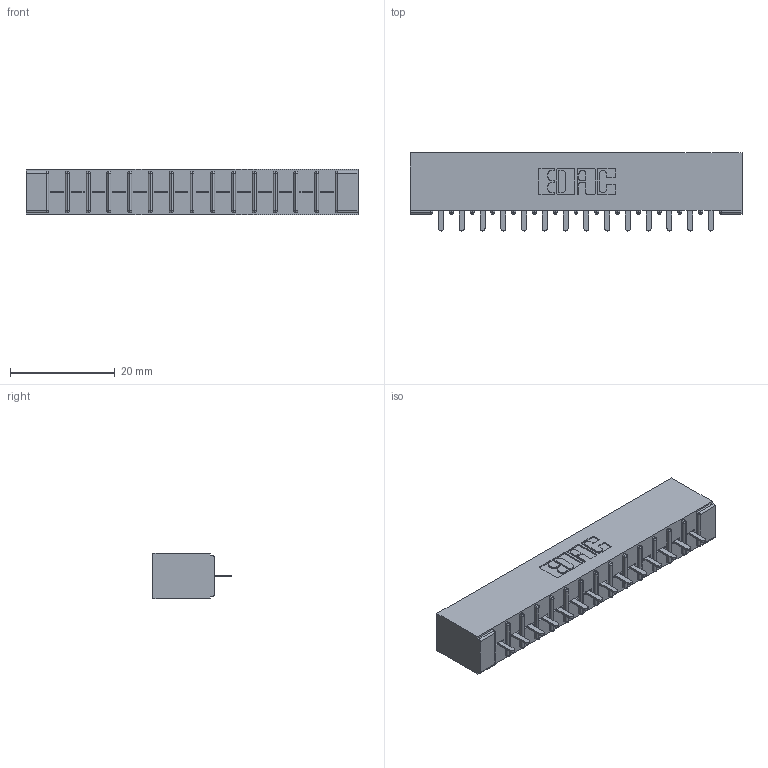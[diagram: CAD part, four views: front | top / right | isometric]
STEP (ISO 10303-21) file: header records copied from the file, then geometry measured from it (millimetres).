
FILE_DESCRIPTION (( 'STEP AP203' ), '1' );
FILE_NAME ('316-014-421-101.STEP', '2020-09-22T17:01:12', ( '' ), ( '' ), 'SwSTEP 2.0', 'SolidWorks 2020', '' );
FILE_SCHEMA (( 'CONFIG_CONTROL_DESIGN' ));
Length unit declared in the file: inch
Products named in the file (3): 306 Part_No Mounting; 316-014-421-101; 306-290-001_121
Assembly tree (15 placements, depth 2):
  316-014-421-101
    306 Part_No Mounting
    306-290-001_121  x14
Bounding box: 63.35 x 14.88 x 8.71 mm (x, y, z)
Volume: 4559.8 mm3; surface area: 6641.6 mm2
Topology: 15 solids, 15 shells, 1088 faces, 3050 edges, 1956 vertices
Faces by surface type: plane 722, cylinder 310, sphere 56
Entity records: 16361 total; most frequent: CARTESIAN_POINT 2741, ORIENTED_EDGE 2712, DIRECTION 2706, EDGE_CURVE 1356, VECTOR 1048, LINE 1048, VERTEX_POINT 864, AXIS2_PLACEMENT_3D 829
